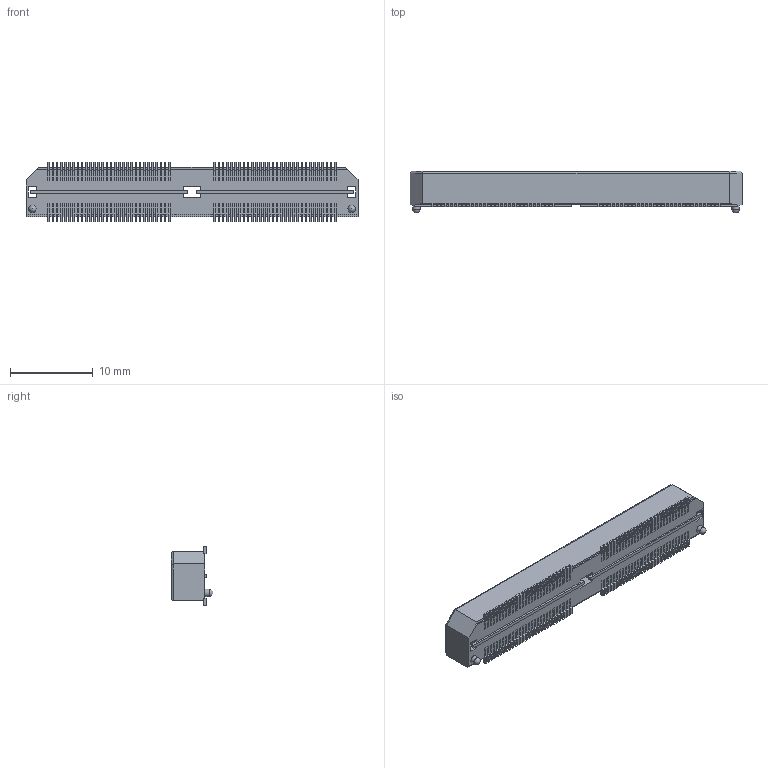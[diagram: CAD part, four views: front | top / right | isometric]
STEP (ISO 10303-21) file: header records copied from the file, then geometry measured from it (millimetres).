
FILE_DESCRIPTION(/* description */ ('STEP AP214'),/* implementation_level */ '2;1');
FILE_NAME(/* name */ 'QTH-060-01-L-D-A',/* time_stamp */ '2024-02-27T03:45:46+01:00',/* author */ ('License CC BY-ND 4.0'),/* organization */ ('CADENAS'),/* preprocessor_version */ 'ST-DEVELOPER v19.3',/* originating_system */ 'PARTsolutions',/* authorisation */ ' ');
FILE_SCHEMA (('AUTOMOTIVE_DESIGN {1 0 10303 214 3 1 1}'));
Length unit declared in the file: inch
Products named in the file (4): QTH-060-01-L-D-A; TQTH-060-01-L-D-A_terminal; T-1S39-01(-060-01-D)_pin; T-1G1-01_imp
Assembly tree (5 placements, depth 2):
  QTH-060-01-L-D-A
    TQTH-060-01-L-D-A_terminal
    T-1S39-01(-060-01-D)_pin  x2
    T-1G1-01_imp  x2
Bounding box: 40.01 x 5.03 x 7.11 mm (x, y, z)
Volume: 670 mm3; surface area: 2708.3 mm2
Topology: 5 solids, 5 shells, 3122 faces, 9322 edges, 6210 vertices
Faces by surface type: plane 2994, cylinder 126, sphere 2
Full cylindrical faces by diameter (mm): 0.889 x2
Entity records: 62847 total; most frequent: CARTESIAN_POINT 11372, ORIENTED_EDGE 11356, DIRECTION 9634, EDGE_CURVE 5678, LINE 5546, VECTOR 5546, VERTEX_POINT 3782, AXIS2_PLACEMENT_3D 2044
